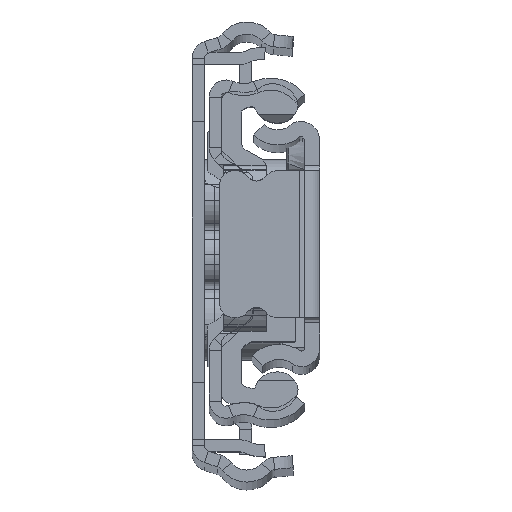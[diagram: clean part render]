
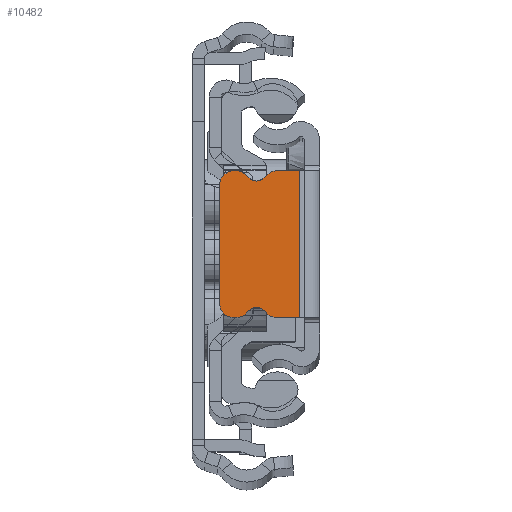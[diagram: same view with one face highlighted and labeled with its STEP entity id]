
A CAD part, top view. The second image highlights one B-rep face of the part: STEP entity #10482.
In plain terms, the highlighted planar face has unit normal (0, 0, 1).
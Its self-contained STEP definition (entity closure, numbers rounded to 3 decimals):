
#26 = CARTESIAN_POINT ( 'NONE',  ( -8.362, -5.8, 0. ) ) ;
#383 = DIRECTION ( 'NONE',  ( 1., 0., 0. ) ) ;
#620 = ORIENTED_EDGE ( 'NONE', *, *, #13710, .T. ) ;
#764 = EDGE_CURVE ( 'NONE', #14506, #11700, #18990, .T. ) ;
#801 = EDGE_CURVE ( 'NONE', #9923, #25897, #15813, .T. ) ;
#900 = CIRCLE ( 'NONE', #25191, 1.5 ) ;
#971 = CARTESIAN_POINT ( 'NONE',  ( -6.29, -7.37, 0. ) ) ;
#1141 = CARTESIAN_POINT ( 'NONE',  ( -2., 7.3, 0. ) ) ;
#1326 = CARTESIAN_POINT ( 'NONE',  ( -8.362, -7.3, 0. ) ) ;
#1374 = VERTEX_POINT ( 'NONE', #21493 ) ;
#1611 = DIRECTION ( 'NONE',  ( -1., 0., 0. ) ) ;
#1629 = DIRECTION ( 'NONE',  ( 0., -1., 0. ) ) ;
#1777 = CARTESIAN_POINT ( 'NONE',  ( -5.413, -6.706, 0. ) ) ;
#2226 = DIRECTION ( 'NONE',  ( 0., 0., 1. ) ) ;
#2610 = DIRECTION ( 'NONE',  ( -1., 0., 0. ) ) ;
#3116 = CARTESIAN_POINT ( 'NONE',  ( -2., -7.3, 0. ) ) ;
#3171 = EDGE_CURVE ( 'NONE', #4243, #25897, #24911, .T. ) ;
#4076 = DIRECTION ( 'NONE',  ( 0., 0., 1. ) ) ;
#4082 = CARTESIAN_POINT ( 'NONE',  ( -6.29, 7.37, 0. ) ) ;
#4243 = VERTEX_POINT ( 'NONE', #16018 ) ;
#4442 = EDGE_CURVE ( 'NONE', #9923, #18227, #14702, .T. ) ;
#4461 = EDGE_CURVE ( 'NONE', #1374, #24288, #24652, .T. ) ;
#4550 = ORIENTED_EDGE ( 'NONE', *, *, #4461, .T. ) ;
#4662 = AXIS2_PLACEMENT_3D ( 'NONE', #14166, #18121, #19971 ) ;
#5015 = DIRECTION ( 'NONE',  ( 0., 0., 1. ) ) ;
#5165 = DIRECTION ( 'NONE',  ( 0., -1., 0. ) ) ;
#5194 = ORIENTED_EDGE ( 'NONE', *, *, #15185, .F. ) ;
#5445 = CARTESIAN_POINT ( 'NONE',  ( 0., 7.3, 0. ) ) ;
#6514 = CIRCLE ( 'NONE', #25381, 1.1 ) ;
#6558 = DIRECTION ( 'NONE',  ( -1., 0., 0. ) ) ;
#6573 = ORIENTED_EDGE ( 'NONE', *, *, #801, .F. ) ;
#6586 = DIRECTION ( 'NONE',  ( 0., 0., 1. ) ) ;
#6677 = DIRECTION ( 'NONE',  ( 1., 0., 0. ) ) ;
#6836 = ORIENTED_EDGE ( 'NONE', *, *, #8578, .F. ) ;
#7716 = EDGE_CURVE ( 'NONE', #24288, #16127, #19421, .T. ) ;
#7807 = CIRCLE ( 'NONE', #19550, 1.5 ) ;
#7909 = CARTESIAN_POINT ( 'NONE',  ( -8.362, 7.3, 0. ) ) ;
#8306 = DIRECTION ( 'NONE',  ( -1., 0., 0. ) ) ;
#8578 = EDGE_CURVE ( 'NONE', #11563, #16127, #15899, .T. ) ;
#8590 = ORIENTED_EDGE ( 'NONE', *, *, #4442, .T. ) ;
#8663 = VECTOR ( 'NONE', #23306, 1000. ) ;
#8746 = VECTOR ( 'NONE', #6558, 1000. ) ;
#9066 = EDGE_LOOP ( 'NONE', ( #21721, #14734, #14202, #24137, #4550, #24234, #6836, #25449, #22429, #6573, #8590, #620, #5194, #12532 ) ) ;
#9895 = VERTEX_POINT ( 'NONE', #22387 ) ;
#9923 = VERTEX_POINT ( 'NONE', #1141 ) ;
#10120 = FACE_OUTER_BOUND ( 'NONE', #9066, .T. ) ;
#10378 = PLANE ( 'NONE',  #21829 ) ;
#10482 = ADVANCED_FACE ( 'NONE', ( #10120 ), #10378, .F. ) ;
#10593 = CARTESIAN_POINT ( 'NONE',  ( -7.167, 6.706, 0. ) ) ;
#11069 = VECTOR ( 'NONE', #1629, 1000. ) ;
#11563 = VERTEX_POINT ( 'NONE', #1777 ) ;
#11700 = VERTEX_POINT ( 'NONE', #16864 ) ;
#11733 = DIRECTION ( 'NONE',  ( 1., 0., 0. ) ) ;
#11851 = CARTESIAN_POINT ( 'NONE',  ( -8.5, 5.8, 0. ) ) ;
#12082 = CARTESIAN_POINT ( 'NONE',  ( -5.413, 6.706, 0. ) ) ;
#12143 = EDGE_CURVE ( 'NONE', #11700, #1374, #24442, .T. ) ;
#12532 = ORIENTED_EDGE ( 'NONE', *, *, #23489, .T. ) ;
#12586 = DIRECTION ( 'NONE',  ( -1., 0., 0. ) ) ;
#12600 = CARTESIAN_POINT ( 'NONE',  ( -4.218, 5.8, 0. ) ) ;
#12630 = CARTESIAN_POINT ( 'NONE',  ( -8.5, -5.8, 0. ) ) ;
#13081 = CIRCLE ( 'NONE', #4662, 1.5 ) ;
#13388 = AXIS2_PLACEMENT_3D ( 'NONE', #971, #5015, #22752 ) ;
#13602 = LINE ( 'NONE', #5445, #8663 ) ;
#13710 = EDGE_CURVE ( 'NONE', #18227, #16643, #7807, .T. ) ;
#14166 = CARTESIAN_POINT ( 'NONE',  ( -4.218, -5.8, 0. ) ) ;
#14202 = ORIENTED_EDGE ( 'NONE', *, *, #764, .T. ) ;
#14432 = CARTESIAN_POINT ( 'NONE',  ( 0., -7.3, 0. ) ) ;
#14506 = VERTEX_POINT ( 'NONE', #22233 ) ;
#14615 = EDGE_CURVE ( 'NONE', #18722, #9895, #13602, .T. ) ;
#14702 = LINE ( 'NONE', #18908, #8746 ) ;
#14734 = ORIENTED_EDGE ( 'NONE', *, *, #22864, .T. ) ;
#15185 = EDGE_CURVE ( 'NONE', #17075, #16643, #6514, .T. ) ;
#15813 = LINE ( 'NONE', #19640, #11069 ) ;
#15899 = CIRCLE ( 'NONE', #13388, 1.1 ) ;
#16018 = CARTESIAN_POINT ( 'NONE',  ( -4.218, -7.3, 0. ) ) ;
#16021 = DIRECTION ( 'NONE',  ( 0., 0., -1. ) ) ;
#16099 = AXIS2_PLACEMENT_3D ( 'NONE', #12630, #6586, #8306 ) ;
#16127 = VERTEX_POINT ( 'NONE', #24590 ) ;
#16156 = VECTOR ( 'NONE', #383, 1000. ) ;
#16288 = VECTOR ( 'NONE', #6677, 1000. ) ;
#16522 = DIRECTION ( 'NONE',  ( 0., 0., 1. ) ) ;
#16643 = VERTEX_POINT ( 'NONE', #12082 ) ;
#16864 = CARTESIAN_POINT ( 'NONE',  ( -10., -5.8, 0. ) ) ;
#17075 = VERTEX_POINT ( 'NONE', #10593 ) ;
#18121 = DIRECTION ( 'NONE',  ( 0., 0., 1. ) ) ;
#18227 = VERTEX_POINT ( 'NONE', #19898 ) ;
#18386 = DIRECTION ( 'NONE',  ( -1., 0., 0. ) ) ;
#18722 = VERTEX_POINT ( 'NONE', #7909 ) ;
#18905 = CARTESIAN_POINT ( 'NONE',  ( 0., -7.3, 0. ) ) ;
#18908 = CARTESIAN_POINT ( 'NONE',  ( 0., 7.3, 0. ) ) ;
#18990 = LINE ( 'NONE', #25110, #22794 ) ;
#19171 = AXIS2_PLACEMENT_3D ( 'NONE', #22674, #16522, #12586 ) ;
#19421 = CIRCLE ( 'NONE', #20665, 1.5 ) ;
#19550 = AXIS2_PLACEMENT_3D ( 'NONE', #12600, #2226, #2610 ) ;
#19640 = CARTESIAN_POINT ( 'NONE',  ( -2., -7.3, 0. ) ) ;
#19898 = CARTESIAN_POINT ( 'NONE',  ( -4.218, 7.3, 0. ) ) ;
#19971 = DIRECTION ( 'NONE',  ( -1., 0., 0. ) ) ;
#20665 = AXIS2_PLACEMENT_3D ( 'NONE', #26, #4076, #23789 ) ;
#21493 = CARTESIAN_POINT ( 'NONE',  ( -8.5, -7.3, 0. ) ) ;
#21721 = ORIENTED_EDGE ( 'NONE', *, *, #14615, .T. ) ;
#21829 = AXIS2_PLACEMENT_3D ( 'NONE', #24017, #16021, #18386 ) ;
#22233 = CARTESIAN_POINT ( 'NONE',  ( -10., 5.8, 0. ) ) ;
#22387 = CARTESIAN_POINT ( 'NONE',  ( -8.5, 7.3, 0. ) ) ;
#22429 = ORIENTED_EDGE ( 'NONE', *, *, #3171, .T. ) ;
#22674 = CARTESIAN_POINT ( 'NONE',  ( -8.362, 5.8, 0. ) ) ;
#22752 = DIRECTION ( 'NONE',  ( -1., 0., 0. ) ) ;
#22794 = VECTOR ( 'NONE', #5165, 1000. ) ;
#22864 = EDGE_CURVE ( 'NONE', #9895, #14506, #900, .T. ) ;
#23306 = DIRECTION ( 'NONE',  ( -1., 0., 0. ) ) ;
#23489 = EDGE_CURVE ( 'NONE', #17075, #18722, #25012, .T. ) ;
#23661 = DIRECTION ( 'NONE',  ( 0., 0., 1. ) ) ;
#23789 = DIRECTION ( 'NONE',  ( -1., 0., 0. ) ) ;
#24017 = CARTESIAN_POINT ( 'NONE',  ( 0., 0., 0. ) ) ;
#24037 = DIRECTION ( 'NONE',  ( 0., 0., 1. ) ) ;
#24137 = ORIENTED_EDGE ( 'NONE', *, *, #12143, .T. ) ;
#24234 = ORIENTED_EDGE ( 'NONE', *, *, #7716, .T. ) ;
#24288 = VERTEX_POINT ( 'NONE', #1326 ) ;
#24412 = EDGE_CURVE ( 'NONE', #11563, #4243, #13081, .T. ) ;
#24442 = CIRCLE ( 'NONE', #16099, 1.5 ) ;
#24590 = CARTESIAN_POINT ( 'NONE',  ( -7.167, -6.706, 0. ) ) ;
#24652 = LINE ( 'NONE', #14432, #16288 ) ;
#24911 = LINE ( 'NONE', #18905, #16156 ) ;
#25012 = CIRCLE ( 'NONE', #19171, 1.5 ) ;
#25110 = CARTESIAN_POINT ( 'NONE',  ( -10., 0., 0. ) ) ;
#25191 = AXIS2_PLACEMENT_3D ( 'NONE', #11851, #23661, #1611 ) ;
#25381 = AXIS2_PLACEMENT_3D ( 'NONE', #4082, #24037, #11733 ) ;
#25449 = ORIENTED_EDGE ( 'NONE', *, *, #24412, .T. ) ;
#25897 = VERTEX_POINT ( 'NONE', #3116 ) ;
